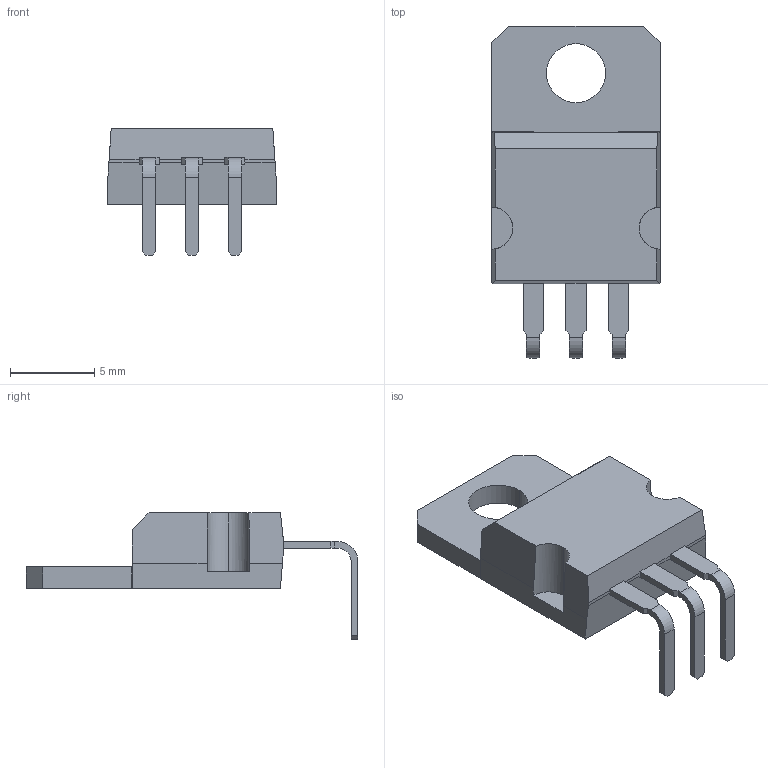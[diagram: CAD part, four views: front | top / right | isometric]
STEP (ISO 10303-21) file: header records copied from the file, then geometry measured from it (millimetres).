
FILE_DESCRIPTION (( 'STEP AP214' ), '1' );
FILE_NAME ('User Library-TO220 L.STEP', '2013-06-16T15:14:16', ( 'Windows User' ), ( '' ), 'SwSTEP 2.0', 'SolidWorks 2013', '' );
FILE_SCHEMA (( 'AUTOMOTIVE_DESIGN' ));
Length unit declared in the file: millimetre
Products named in the file (1): User Library-TO220 L
Bounding box: 10 x 19.7 x 7.5 mm (x, y, z)
Volume: 453.2 mm3; surface area: 565.5 mm2
Topology: 1 solids, 1 shells, 78 faces, 228 edges, 152 vertices
Faces by surface type: plane 67, cylinder 11
Entity records: 3450 total; most frequent: CARTESIAN_POINT 471, ORIENTED_EDGE 456, DIRECTION 404, EDGE_CURVE 228, LINE 202, VECTOR 202, VERTEX_POINT 152, AXIS2_PLACEMENT_3D 101
